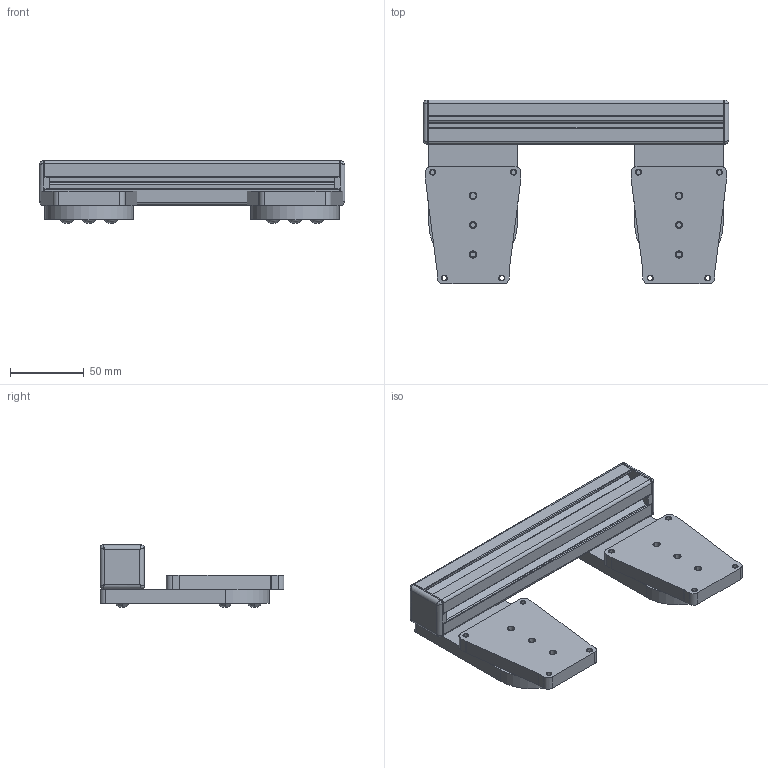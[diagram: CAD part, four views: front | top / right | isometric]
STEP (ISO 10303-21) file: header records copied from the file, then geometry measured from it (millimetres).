
FILE_DESCRIPTION((''),'2;1');
FILE_NAME('152119_ASM','2017-06-26T',('PDMAdmin'),('BANNER ENGINEERING'),'CREO PARAMETRIC BY PTC INC, 2016260','CREO PARAMETRIC BY PTC INC, 2016260','');
FILE_SCHEMA(('CONFIG_CONTROL_DESIGN'));
Products named in the file (7): 12726; 12725; 12730; M5_X_16_HEX_BHCS_INST; 8020_13023; 151829; 152119_ASM
Assembly tree (19 placements, depth 2):
  152119_ASM
    12726  x2
    12725  x2
    12730
    M5_X_16_HEX_BHCS_INST  x8
    8020_13023  x4
    151829  x2
Bounding box: 208 x 125 x 42.27 mm (x, y, z)
Volume: 273878.5 mm3; surface area: 139714.7 mm2
Topology: 19 solids, 33 shells, 618 faces, 1674 edges, 1092 vertices
Faces by surface type: plane 298, cylinder 280, bspline 24, cone 16
Entity records: 10804 total; most frequent: CARTESIAN_POINT 2460, DIRECTION 1769, ORIENTED_EDGE 1674, EDGE_CURVE 851, AXIS2_PLACEMENT_3D 616, VERTEX_POINT 562, VECTOR 537, LINE 537
